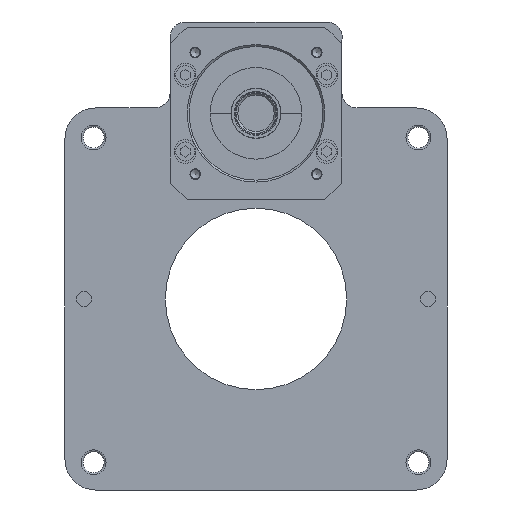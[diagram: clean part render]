
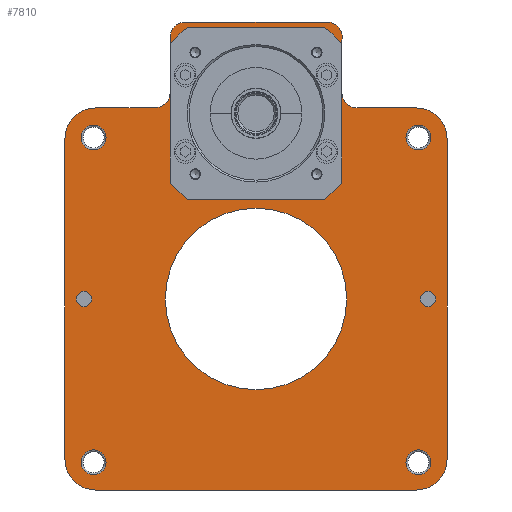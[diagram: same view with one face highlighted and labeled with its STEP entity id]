
A CAD part, front view. The second image highlights one B-rep face of the part: STEP entity #7810.
In plain terms, the highlighted planar face has unit normal (0, -1, 0).
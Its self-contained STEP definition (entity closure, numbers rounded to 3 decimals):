
#505=LINE('',#14900,#981);
#508=LINE('',#14904,#984);
#513=LINE('',#14919,#989);
#516=LINE('',#14934,#992);
#520=LINE('',#14944,#996);
#522=LINE('',#14947,#998);
#525=LINE('',#14951,#1001);
#528=LINE('',#14974,#1004);
#981=VECTOR('',#9248,1000.);
#984=VECTOR('',#9253,1000.);
#989=VECTOR('',#9266,1000.);
#992=VECTOR('',#9277,1000.);
#996=VECTOR('',#9289,1000.);
#998=VECTOR('',#9293,1000.);
#1001=VECTOR('',#9298,1000.);
#1004=VECTOR('',#9327,1000.);
#1260=PLANE('',#8222);
#2229=ORIENTED_EDGE('',*,*,#3371,.T.);
#2230=ORIENTED_EDGE('',*,*,#3350,.T.);
#2231=ORIENTED_EDGE('',*,*,#3353,.T.);
#2232=ORIENTED_EDGE('',*,*,#3356,.T.);
#2233=ORIENTED_EDGE('',*,*,#3217,.F.);
#2234=ORIENTED_EDGE('',*,*,#3358,.T.);
#2235=ORIENTED_EDGE('',*,*,#3215,.F.);
#2236=ORIENTED_EDGE('',*,*,#3361,.F.);
#2237=ORIENTED_EDGE('',*,*,#3211,.F.);
#2238=ORIENTED_EDGE('',*,*,#3334,.F.);
#2239=ORIENTED_EDGE('',*,*,#3221,.F.);
#2240=ORIENTED_EDGE('',*,*,#3337,.F.);
#2241=ORIENTED_EDGE('',*,*,#3227,.T.);
#2242=ORIENTED_EDGE('',*,*,#3372,.F.);
#2243=ORIENTED_EDGE('',*,*,#3340,.F.);
#2244=ORIENTED_EDGE('',*,*,#3344,.F.);
#2245=ORIENTED_EDGE('',*,*,#3347,.F.);
#2246=ORIENTED_EDGE('',*,*,#3373,.F.);
#2247=ORIENTED_EDGE('',*,*,#3374,.F.);
#2248=ORIENTED_EDGE('',*,*,#3375,.F.);
#2249=ORIENTED_EDGE('',*,*,#3376,.T.);
#2250=ORIENTED_EDGE('',*,*,#3377,.T.);
#2251=ORIENTED_EDGE('',*,*,#3378,.T.);
#2252=ORIENTED_EDGE('',*,*,#3379,.T.);
#3211=EDGE_CURVE('',#3822,#3823,#4074,.T.);
#3215=EDGE_CURVE('',#3826,#3827,#4076,.T.);
#3217=EDGE_CURVE('',#3828,#3829,#4077,.T.);
#3221=EDGE_CURVE('',#3832,#3833,#4079,.T.);
#3227=EDGE_CURVE('',#3839,#3838,#4082,.T.);
#3334=EDGE_CURVE('',#3833,#3822,#505,.T.);
#3337=EDGE_CURVE('',#3839,#3832,#508,.T.);
#3340=EDGE_CURVE('',#3932,#3933,#4161,.T.);
#3344=EDGE_CURVE('',#3936,#3932,#513,.T.);
#3347=EDGE_CURVE('',#3937,#3936,#4163,.T.);
#3350=EDGE_CURVE('',#3937,#3940,#516,.T.);
#3353=EDGE_CURVE('',#3940,#3942,#4165,.T.);
#3356=EDGE_CURVE('',#3942,#3829,#520,.T.);
#3358=EDGE_CURVE('',#3828,#3827,#522,.T.);
#3361=EDGE_CURVE('',#3823,#3826,#525,.T.);
#3371=EDGE_CURVE('',#3949,#3949,#4174,.T.);
#3372=EDGE_CURVE('',#3933,#3838,#528,.T.);
#3373=EDGE_CURVE('',#3950,#3950,#4175,.F.);
#3374=EDGE_CURVE('',#3951,#3951,#4176,.T.);
#3375=EDGE_CURVE('',#3952,#3952,#4177,.T.);
#3376=EDGE_CURVE('',#3953,#3953,#4178,.T.);
#3377=EDGE_CURVE('',#3954,#3954,#4179,.T.);
#3378=EDGE_CURVE('',#3955,#3955,#4180,.T.);
#3379=EDGE_CURVE('',#3956,#3956,#4181,.T.);
#3822=VERTEX_POINT('',#14629);
#3823=VERTEX_POINT('',#14631);
#3826=VERTEX_POINT('',#14638);
#3827=VERTEX_POINT('',#14640);
#3828=VERTEX_POINT('',#14644);
#3829=VERTEX_POINT('',#14645);
#3832=VERTEX_POINT('',#14653);
#3833=VERTEX_POINT('',#14654);
#3838=VERTEX_POINT('',#14665);
#3839=VERTEX_POINT('',#14667);
#3932=VERTEX_POINT('',#14909);
#3933=VERTEX_POINT('',#14911);
#3936=VERTEX_POINT('',#14918);
#3937=VERTEX_POINT('',#14923);
#3940=VERTEX_POINT('',#14933);
#3942=VERTEX_POINT('',#14939);
#3949=VERTEX_POINT('',#14973);
#3950=VERTEX_POINT('',#14976);
#3951=VERTEX_POINT('',#14978);
#3952=VERTEX_POINT('',#14980);
#3953=VERTEX_POINT('',#14982);
#3954=VERTEX_POINT('',#14984);
#3955=VERTEX_POINT('',#14986);
#3956=VERTEX_POINT('',#14988);
#4074=CIRCLE('',#8070,16.);
#4076=CIRCLE('',#8073,16.);
#4077=CIRCLE('',#8075,16.);
#4079=CIRCLE('',#8078,16.);
#4082=CIRCLE('',#8082,8.);
#4161=CIRCLE('',#8198,8.);
#4163=CIRCLE('',#8202,8.);
#4165=CIRCLE('',#8206,8.);
#4174=CIRCLE('',#8223,6.5);
#4175=CIRCLE('',#8224,9.5);
#4176=CIRCLE('',#8225,4.);
#4177=CIRCLE('',#8226,4.);
#4178=CIRCLE('',#8227,6.5);
#4179=CIRCLE('',#8228,6.5);
#4180=CIRCLE('',#8229,6.5);
#4181=CIRCLE('',#8230,47.5);
#4483=EDGE_LOOP('',(#2229));
#4484=EDGE_LOOP('',(#2230,#2231,#2232,#2233,#2234,#2235,#2236,#2237,#2238,
#2239,#2240,#2241,#2242,#2243,#2244,#2245));
#4485=EDGE_LOOP('',(#2246));
#4486=EDGE_LOOP('',(#2247));
#4487=EDGE_LOOP('',(#2248));
#4488=EDGE_LOOP('',(#2249));
#4489=EDGE_LOOP('',(#2250));
#4490=EDGE_LOOP('',(#2251));
#4491=EDGE_LOOP('',(#2252));
#4953=FACE_BOUND('',#4483,.T.);
#4954=FACE_BOUND('',#4484,.T.);
#4955=FACE_BOUND('',#4485,.T.);
#4956=FACE_BOUND('',#4486,.T.);
#4957=FACE_BOUND('',#4487,.T.);
#4958=FACE_BOUND('',#4488,.T.);
#4959=FACE_BOUND('',#4489,.T.);
#4960=FACE_BOUND('',#4490,.T.);
#4961=FACE_BOUND('',#4491,.T.);
#7810=ADVANCED_FACE('',(#4953,#4954,#4955,#4956,#4957,#4958,#4959,#4960,
#4961),#1260,.F.);
#8070=AXIS2_PLACEMENT_3D('',#14630,#8960,#8961);
#8073=AXIS2_PLACEMENT_3D('',#14639,#8968,#8969);
#8075=AXIS2_PLACEMENT_3D('',#14643,#8973,#8974);
#8078=AXIS2_PLACEMENT_3D('',#14652,#8981,#8982);
#8082=AXIS2_PLACEMENT_3D('',#14666,#8992,#8993);
#8198=AXIS2_PLACEMENT_3D('',#14910,#9258,#9259);
#8202=AXIS2_PLACEMENT_3D('',#14925,#9271,#9272);
#8206=AXIS2_PLACEMENT_3D('',#14940,#9282,#9283);
#8222=AXIS2_PLACEMENT_3D('',#14971,#9323,#9324);
#8223=AXIS2_PLACEMENT_3D('',#14972,#9325,#9326);
#8224=AXIS2_PLACEMENT_3D('',#14975,#9328,#9329);
#8225=AXIS2_PLACEMENT_3D('',#14977,#9330,#9331);
#8226=AXIS2_PLACEMENT_3D('',#14979,#9332,#9333);
#8227=AXIS2_PLACEMENT_3D('',#14981,#9334,#9335);
#8228=AXIS2_PLACEMENT_3D('',#14983,#9336,#9337);
#8229=AXIS2_PLACEMENT_3D('',#14985,#9338,#9339);
#8230=AXIS2_PLACEMENT_3D('',#14987,#9340,#9341);
#8960=DIRECTION('',(0.,1.,0.));
#8961=DIRECTION('',(0.,0.,1.));
#8968=DIRECTION('',(0.,1.,0.));
#8969=DIRECTION('',(0.,0.,1.));
#8973=DIRECTION('',(0.,1.,0.));
#8974=DIRECTION('',(0.,0.,1.));
#8981=DIRECTION('',(0.,1.,0.));
#8982=DIRECTION('',(0.,0.,1.));
#8992=DIRECTION('',(0.,1.,0.));
#8993=DIRECTION('',(0.,0.,1.));
#9248=DIRECTION('',(0.,0.,-1.));
#9253=DIRECTION('',(1.,0.,0.));
#9258=DIRECTION('',(0.,1.,0.));
#9259=DIRECTION('',(0.,0.,1.));
#9266=DIRECTION('',(1.,0.,0.));
#9271=DIRECTION('',(0.,1.,0.));
#9272=DIRECTION('',(0.,0.,1.));
#9277=DIRECTION('',(0.,0.,-1.));
#9282=DIRECTION('',(0.,1.,0.));
#9283=DIRECTION('',(0.,0.,1.));
#9289=DIRECTION('',(-1.,0.,0.));
#9293=DIRECTION('',(0.,0.,-1.));
#9298=DIRECTION('',(-1.,0.,0.));
#9323=DIRECTION('',(0.,1.,0.));
#9324=DIRECTION('',(0.,0.,1.));
#9325=DIRECTION('',(0.,1.,0.));
#9326=DIRECTION('',(0.,0.,1.));
#9327=DIRECTION('',(0.,0.,-1.));
#9328=DIRECTION('',(0.,1.,0.));
#9329=DIRECTION('',(0.,0.,1.));
#9330=DIRECTION('',(0.,-1.,0.));
#9331=DIRECTION('',(0.,0.,-1.));
#9332=DIRECTION('',(0.,-1.,0.));
#9333=DIRECTION('',(0.,0.,-1.));
#9334=DIRECTION('',(0.,1.,0.));
#9335=DIRECTION('',(0.,0.,1.));
#9336=DIRECTION('',(0.,1.,0.));
#9337=DIRECTION('',(0.,0.,1.));
#9338=DIRECTION('',(0.,1.,0.));
#9339=DIRECTION('',(0.,0.,1.));
#9340=DIRECTION('',(0.,1.,0.));
#9341=DIRECTION('',(0.,0.,1.));
#14629=CARTESIAN_POINT('',(100.,0.,-84.));
#14630=CARTESIAN_POINT('',(84.,0.,-84.));
#14631=CARTESIAN_POINT('',(84.,0.,-100.));
#14638=CARTESIAN_POINT('',(-84.,0.,-100.));
#14639=CARTESIAN_POINT('',(-84.,0.,-84.));
#14640=CARTESIAN_POINT('',(-100.,0.,-84.));
#14643=CARTESIAN_POINT('',(-84.,0.,84.));
#14644=CARTESIAN_POINT('',(-100.,0.,84.));
#14645=CARTESIAN_POINT('',(-84.,0.,100.));
#14652=CARTESIAN_POINT('',(84.,0.,84.));
#14653=CARTESIAN_POINT('',(84.,0.,100.));
#14654=CARTESIAN_POINT('',(100.,0.,84.));
#14665=CARTESIAN_POINT('',(45.,0.,108.));
#14666=CARTESIAN_POINT('',(53.,0.,108.));
#14667=CARTESIAN_POINT('',(53.,0.,100.));
#14900=CARTESIAN_POINT('',(100.,0.,-78.971));
#14904=CARTESIAN_POINT('',(52.697,0.,100.));
#14909=CARTESIAN_POINT('',(36.788,0.,145.));
#14910=CARTESIAN_POINT('',(37.135,0.,137.007));
#14911=CARTESIAN_POINT('',(45.,0.,135.546));
#14918=CARTESIAN_POINT('',(-36.788,0.,145.));
#14919=CARTESIAN_POINT('',(-36.788,0.,145.));
#14923=CARTESIAN_POINT('',(-45.,0.,136.689));
#14925=CARTESIAN_POINT('',(-37.006,0.,137.003));
#14933=CARTESIAN_POINT('',(-45.,0.,107.954));
#14934=CARTESIAN_POINT('',(-45.,0.,-80.124));
#14939=CARTESIAN_POINT('',(-52.697,0.,100.));
#14940=CARTESIAN_POINT('',(-53.,0.,107.994));
#14944=CARTESIAN_POINT('',(80.148,0.,100.));
#14947=CARTESIAN_POINT('',(-100.,0.,-80.124));
#14951=CARTESIAN_POINT('',(-79.543,0.,-100.));
#14971=CARTESIAN_POINT('',(80.148,0.,-80.124));
#14972=CARTESIAN_POINT('',(-85.,0.,84.514));
#14973=CARTESIAN_POINT('',(-85.,0.,91.014));
#14974=CARTESIAN_POINT('',(45.,0.,107.954));
#14975=CARTESIAN_POINT('',(0.,0.,97.2));
#14976=CARTESIAN_POINT('',(0.,0.,106.7));
#14977=CARTESIAN_POINT('',(-90.,0.,0.));
#14978=CARTESIAN_POINT('',(-90.,0.,-4.));
#14979=CARTESIAN_POINT('',(90.,0.,0.));
#14980=CARTESIAN_POINT('',(90.,0.,-4.));
#14981=CARTESIAN_POINT('',(85.,0.,-85.486));
#14982=CARTESIAN_POINT('',(85.,0.,-78.986));
#14983=CARTESIAN_POINT('',(-85.,0.,-85.486));
#14984=CARTESIAN_POINT('',(-85.,0.,-78.986));
#14985=CARTESIAN_POINT('',(85.,0.,84.514));
#14986=CARTESIAN_POINT('',(85.,0.,91.014));
#14987=CARTESIAN_POINT('',(0.,0.,0.));
#14988=CARTESIAN_POINT('',(0.,0.,47.5));
